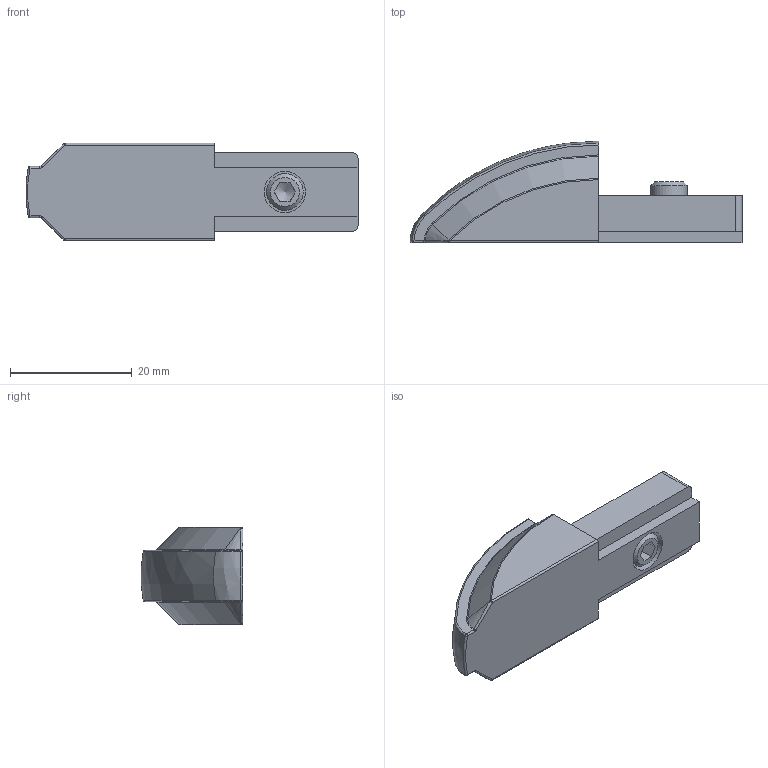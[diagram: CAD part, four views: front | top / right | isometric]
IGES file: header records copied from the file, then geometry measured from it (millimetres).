
Global section: file name: 224515.stp.ipt; native system: Autodesk Inventor 2014; preprocessor: unknown; author: zeman; date: 20151016.101546; units: millimetre
Bounding box: 54.48 x 16.7 x 16 mm (x, y, z)
Volume: 7181.2 mm3; surface area: 3597 mm2
Topology: 3 solids, 3 shells, 80 faces, 195 edges, 118 vertices
Faces by surface type: plane 37, revolution 16, bspline 8, cone 8, cylinder 7, sphere 4
Full cylindrical faces by diameter (mm): 6 x1
